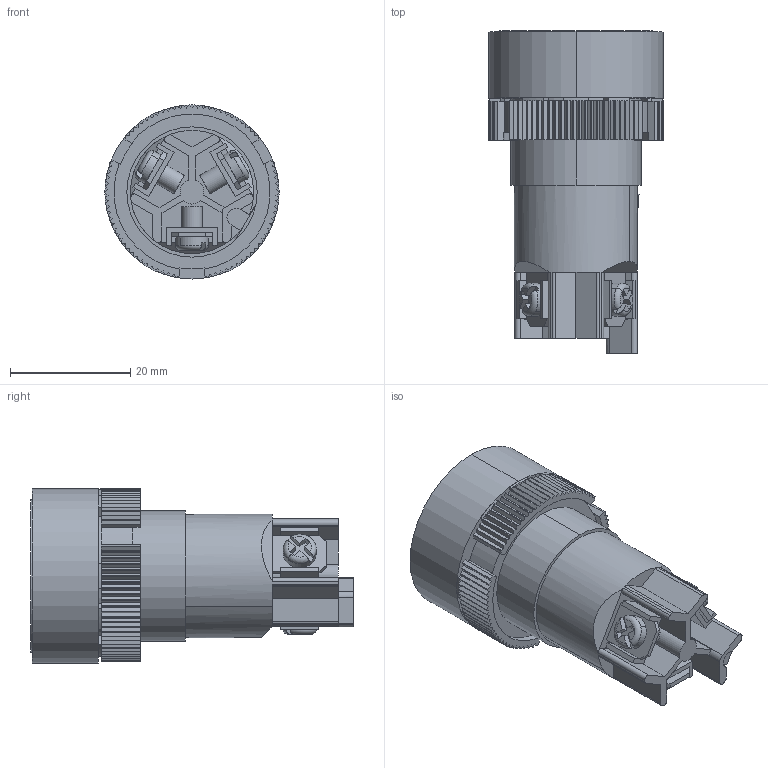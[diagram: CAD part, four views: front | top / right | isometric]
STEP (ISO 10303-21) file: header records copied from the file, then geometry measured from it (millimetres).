
FILE_DESCRIPTION (( 'STEP AP214' ), '1' );
FILE_NAME ('BBT40-SB7-K04 Êíîïêà SÂ-7 Ñòîï êðàñíàÿ 1ç+1ð d22ìì_240Â ÈÝÊ.STEP', '2017-11-01T12:02:29', ( '' ), ( '' ), 'SwSTEP 2.0', 'SolidWorks 2014', '' );
FILE_SCHEMA (( 'AUTOMOTIVE_DESIGN' ));
Length unit declared in the file: millimetre
Products named in the file (1): BBT40-SB7-K04 Êíîïêà SÂ-7 Ñòîï êðàñíàÿ 1ç+1ð d22ìì_240Â  ÈÝÊ
Bounding box: 29 x 53.7 x 29 mm (x, y, z)
Volume: 20371.1 mm3; surface area: 9452.6 mm2
Topology: 8 solids, 8 shells, 504 faces, 1416 edges, 938 vertices
Faces by surface type: plane 378, cylinder 117, torus 9
Entity records: 16440 total; most frequent: CARTESIAN_POINT 2973, ORIENTED_EDGE 2832, DIRECTION 2775, EDGE_CURVE 1416, LINE 1031, VECTOR 1031, VERTEX_POINT 938, AXIS2_PLACEMENT_3D 872
